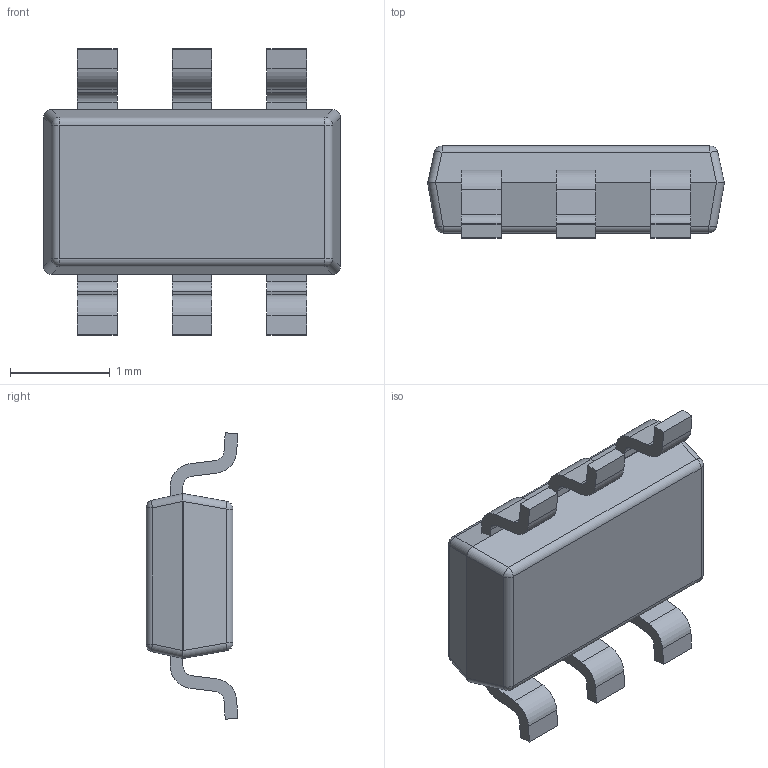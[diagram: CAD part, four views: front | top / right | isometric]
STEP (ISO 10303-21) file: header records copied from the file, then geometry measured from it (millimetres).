
FILE_DESCRIPTION(/* description */ ('Alibre Inc.'),/* implementation_level */ '2;1');
FILE_NAME(/* name */ 'export1',/* time_stamp */ '2015-06-02T11:57:27+08:00',/* author */ (''),/* organization */ (''),/* preprocessor_version */ 'ST-DEVELOPER v14',/* originating_system */ 'Alibre',/* authorisation */ '');
FILE_SCHEMA (('AUTOMOTIVE_DESIGN'));
Length unit declared in the file: millimetre
Bounding box: 2.97 x 0.92 x 2.87 mm (x, y, z)
Volume: 4.2 mm3; surface area: 22.7 mm2
Topology: 7 solids, 7 shells, 122 faces, 300 edges, 192 vertices
Faces by surface type: plane 74, cylinder 40, sphere 8
Entity records: 1641 total; most frequent: CARTESIAN_POINT 390, ORIENTED_EDGE 240, DIRECTION 240, EDGE_CURVE 120, AXIS2_PLACEMENT_3D 98, VERTEX_POINT 72, VECTOR 68, LINE 68
